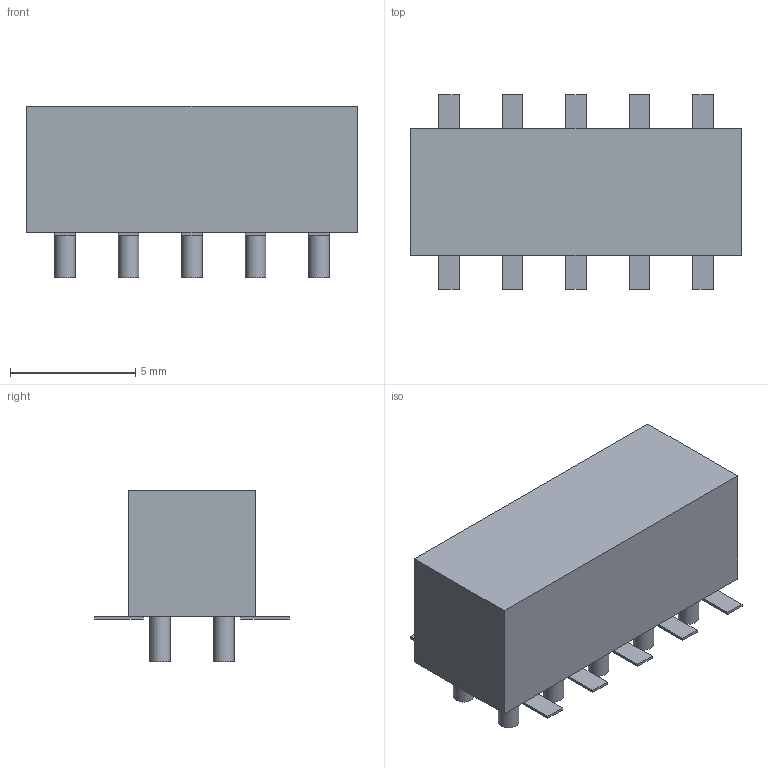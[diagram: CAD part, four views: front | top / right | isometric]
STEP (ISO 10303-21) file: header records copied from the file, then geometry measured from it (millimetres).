
FILE_DESCRIPTION(('FreeCAD Model'),'2;1');
FILE_NAME('10306068.1.3.stp','2020-04-12T10:21:51',( 'Author'),(''),'Open CASCADE STEP processor 6.9','FreeCAD','Unknown' );
FILE_SCHEMA(('AUTOMOTIVE_DESIGN { 1 0 10303 214 1 1 1 1 }'));
Length unit declared in the file: millimetre
Products named in the file (4): ASSEMBLY; Body; Pins; Lugs
Assembly tree (12 placements, depth 2):
  ASSEMBLY
    Body
    Pins
    Lugs  x10
Bounding box: 13.2 x 7.8 x 6.85 mm (x, y, z)
Volume: 435.3 mm3; surface area: 925.3 mm2
Topology: 111 solids, 111 shells, 366 faces, 432 edges, 288 vertices
Faces by surface type: plane 266, cylinder 100
Full cylindrical faces by diameter (mm): 0.82 x100
Entity records: 4622 total; most frequent: DIRECTION 724, CARTESIAN_POINT 703, LINE 446, VECTOR 446, ORIENTED_EDGE 324, PCURVE 324, DEFINITIONAL_REPRESENTATION 324, EDGE_CURVE 162
